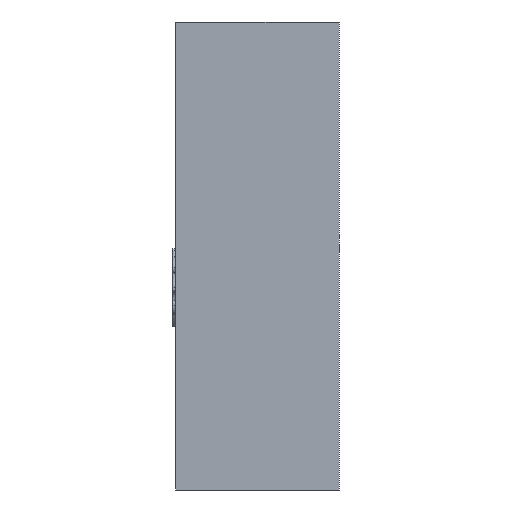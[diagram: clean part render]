
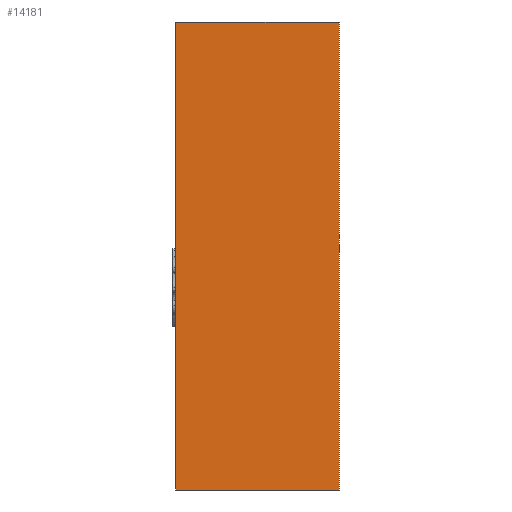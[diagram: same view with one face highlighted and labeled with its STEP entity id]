
A CAD part, left-side view. The second image highlights one B-rep face of the part: STEP entity #14181.
In plain terms, the highlighted planar face has unit normal (-1, 0, 0).
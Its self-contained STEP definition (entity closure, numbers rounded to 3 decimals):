
#8748 = PLANE ( 'NONE',  #8838 ) ;
#8774 = FACE_OUTER_BOUND ( 'NONE', #14243, .T. ) ;
#8780 = CARTESIAN_POINT ( 'NONE',  ( -0.3, 0.56, 0.8 ) ) ;
#8819 = DIRECTION ( 'NONE',  ( 0., -1., 0. ) ) ;
#8820 = VECTOR ( 'NONE', #8819, 1000. ) ;
#8821 = CARTESIAN_POINT ( 'NONE',  ( -0.3, 0.56, 0.8 ) ) ;
#8822 = LINE ( 'NONE', #8821, #8820 ) ;
#8826 = DIRECTION ( 'NONE',  ( 0., 0., 1. ) ) ;
#8828 = VECTOR ( 'NONE', #8826, 1000. ) ;
#8830 = DIRECTION ( 'NONE',  ( 0., 0., -1. ) ) ;
#8832 = DIRECTION ( 'NONE',  ( 1., 0., 0. ) ) ;
#8833 = CARTESIAN_POINT ( 'NONE',  ( -0.3, 0.56, 0.8 ) ) ;
#8834 = LINE ( 'NONE', #8833, #8828 ) ;
#8838 = AXIS2_PLACEMENT_3D ( 'NONE', #8780, #8832, #8830 ) ;
#8899 = CARTESIAN_POINT ( 'NONE',  ( -0.3, 0.56, 0.8 ) ) ;
#8901 = CARTESIAN_POINT ( 'NONE',  ( -0.3, 0., 0.8 ) ) ;
#8906 = DIRECTION ( 'NONE',  ( 0., -1., 0. ) ) ;
#8907 = VECTOR ( 'NONE', #8906, 1000. ) ;
#8912 = CARTESIAN_POINT ( 'NONE',  ( -0.3, 0.56, -0.8 ) ) ;
#8913 = LINE ( 'NONE', #8912, #8907 ) ;
#8997 = CARTESIAN_POINT ( 'NONE',  ( -0.3, 0.56, -0.8 ) ) ;
#8999 = LINE ( 'NONE', #9071, #9070 ) ;
#9062 = CARTESIAN_POINT ( 'NONE',  ( -0.3, 0., -0.8 ) ) ;
#9069 = DIRECTION ( 'NONE',  ( 0., 0., 1. ) ) ;
#9070 = VECTOR ( 'NONE', #9069, 1000. ) ;
#9071 = CARTESIAN_POINT ( 'NONE',  ( -0.3, 0., 0.8 ) ) ;
#14181 = ADVANCED_FACE ( 'NONE', ( #8774 ), #8748, .F. ) ;
#14182 = ORIENTED_EDGE ( 'NONE', *, *, #14188, .F. ) ;
#14183 = ORIENTED_EDGE ( 'NONE', *, *, #14187, .F. ) ;
#14187 = EDGE_CURVE ( 'NONE', #14300, #14214, #8834, .T. ) ;
#14188 = EDGE_CURVE ( 'NONE', #14214, #14213, #8822, .T. ) ;
#14212 = EDGE_CURVE ( 'NONE', #14300, #14289, #8913, .T. ) ;
#14213 = VERTEX_POINT ( 'NONE', #8901 ) ;
#14214 = VERTEX_POINT ( 'NONE', #8899 ) ;
#14215 = ORIENTED_EDGE ( 'NONE', *, *, #14281, .T. ) ;
#14243 = EDGE_LOOP ( 'NONE', ( #14215, #14182, #14183, #14328 ) ) ;
#14281 = EDGE_CURVE ( 'NONE', #14289, #14213, #8999, .T. ) ;
#14289 = VERTEX_POINT ( 'NONE', #9062 ) ;
#14300 = VERTEX_POINT ( 'NONE', #8997 ) ;
#14328 = ORIENTED_EDGE ( 'NONE', *, *, #14212, .T. ) ;
